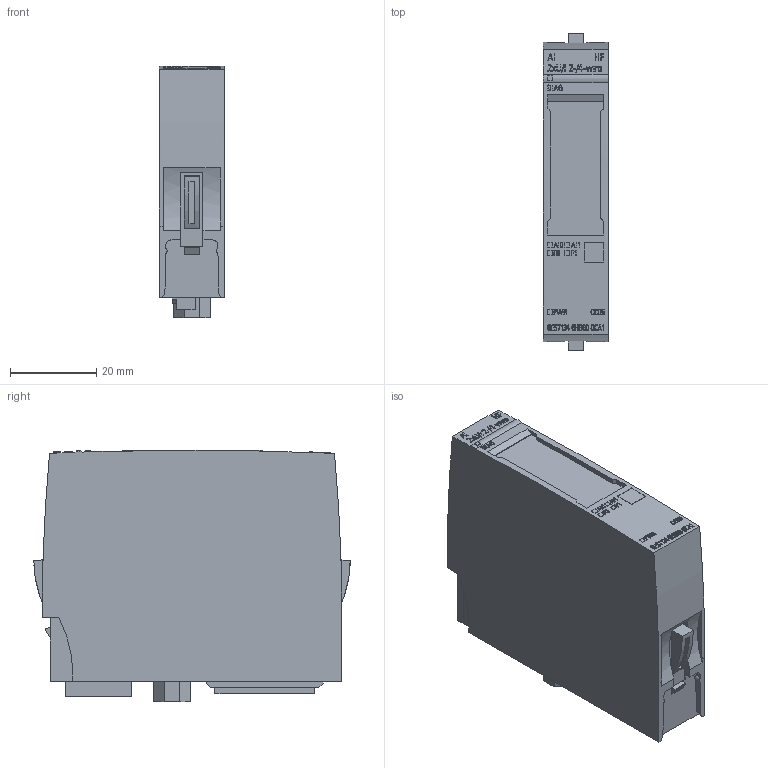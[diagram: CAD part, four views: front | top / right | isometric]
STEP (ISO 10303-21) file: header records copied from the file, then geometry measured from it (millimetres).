
FILE_DESCRIPTION(/* description */ (''),/* implementation_level */ '2;1');
FILE_NAME(/* name */ '6es71346hb000ca1_001_3d.stp',/* time_stamp */ '2014-02-06T15:47:46+01:00',/* author */ (''),/* organization */ (''),/* preprocessor_version */ 'ST-DEVELOPER v15',/* originating_system */ 'SIEMENS PLM Software NX 8.5',/* authorisation */ '');
FILE_SCHEMA (('AUTOMOTIVE_DESIGN { 1 0 10303 214 3 1 1 1 }'));
Length unit declared in the file: millimetre
Products named in the file (3): A5E33257410A_001; A5E30883222A_001; A5E33257417A_001
Assembly tree (2 placements, depth 2):
  A5E33257417A_001
    A5E30883222A_001
    A5E33257410A_001
Bounding box: 15.1 x 73.2 x 58.28 mm (x, y, z)
Volume: 20053.6 mm3; surface area: 28684.5 mm2
Topology: 62 solids, 62 shells, 1102 faces, 2691 edges, 1794 vertices
Faces by surface type: plane 867, cylinder 136, extrusion 99
Entity records: 42699 total; most frequent: CARTESIAN_POINT 13327, ORIENTED_EDGE 5354, DIRECTION 5070, EDGE_CURVE 2677, VECTOR 2090, LINE 1991, VERTEX_POINT 1794, AXIS2_PLACEMENT_3D 1490
